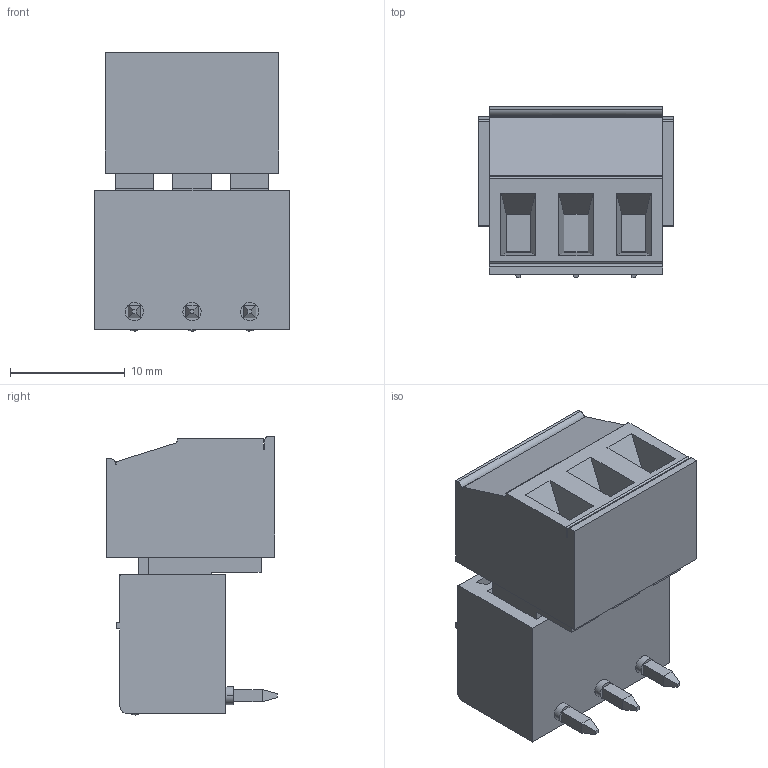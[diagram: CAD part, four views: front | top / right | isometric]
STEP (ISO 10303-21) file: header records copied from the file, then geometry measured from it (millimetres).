
FILE_DESCRIPTION(('FreeCAD Model'),'2;1');
FILE_NAME('5.00mm-03A.step', '2020-03-17T15:04:13',('Author'),(''), 'Open CASCADE STEP processor 7.3','FreeCAD','Unknown');
FILE_SCHEMA(('AUTOMOTIVE_DESIGN { 1 0 10303 214 1 1 1 1 }'));
Products named in the file (1): 5.00mm-03A
Bounding box: 16.94 x 14.9 x 24.31 mm (x, y, z)
Volume: 3560.8 mm3; surface area: 4173.7 mm2
Topology: 2 solids, 2 shells, 380 faces, 2868 edges, 8263 vertices
Faces by surface type: bspline 380
Entity records: 42491 total; most frequent: CARTESIAN_POINT 22153, B_SPLINE_CURVE_WITH_KNOTS 4056, GEOMETRIC_CURVE_SET 1912, ORIENTED_EDGE 1908, PCURVE 1908, DEFINITIONAL_REPRESENTATION 1908, TRIMMED_CURVE 1908, EDGE_CURVE 954
